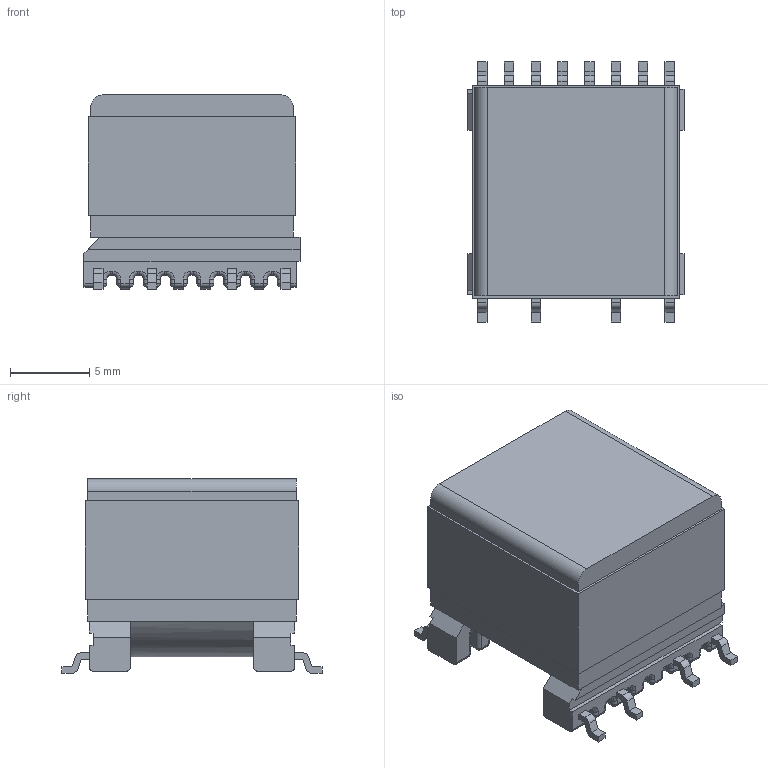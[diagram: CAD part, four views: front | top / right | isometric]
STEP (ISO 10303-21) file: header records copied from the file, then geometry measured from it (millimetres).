
FILE_DESCRIPTION(/* description */ ('Unknown'),/* implementation_level */ '2;1');
FILE_NAME(/* name */ 'T_Wurth_WE-FLYTI-EP13_4482',/* time_stamp */ '2025-12-25T16:19:51+08:00',/* author */ ('Unknown'),/* organization */ ('Unknown'),/* preprocessor_version */ 'ST-DEVELOPER v19.4',/* originating_system */ 'Solid Edge',/* authorisation */ 'Unknown');
FILE_SCHEMA (('AUTOMOTIVE_DESIGN {1 0 10303 214 3 1 1}'));
Length unit declared in the file: millimetre
Products named in the file (2): T_Wurth_WE-FLYTI-EP13_4482
Assembly tree (1 placements, depth 2):
  T_Wurth_WE-FLYTI-EP13_4482
    T_Wurth_WE-FLYTI-EP13_4482
Bounding box: 13.64 x 16.42 x 12.27 mm (x, y, z)
Volume: 1701.3 mm3; surface area: 2316.4 mm2
Topology: 1 solids, 1 shells, 660 faces, 1629 edges, 900 vertices
Faces by surface type: cylinder 263, plane 248, bspline 58, sphere 56, torus 35
Entity records: 24529 total; most frequent: CARTESIAN_POINT 5023, DIRECTION 3124, ORIENTED_EDGE 3090, EDGE_CURVE 1545, AXIS2_PLACEMENT_3D 1097, LINE 930, VECTOR 930, VERTEX_POINT 900
